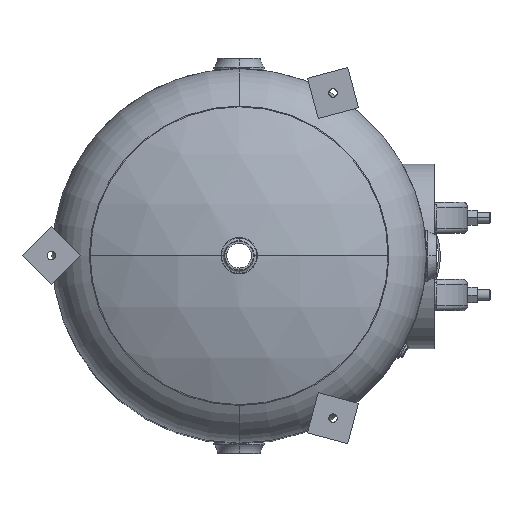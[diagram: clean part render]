
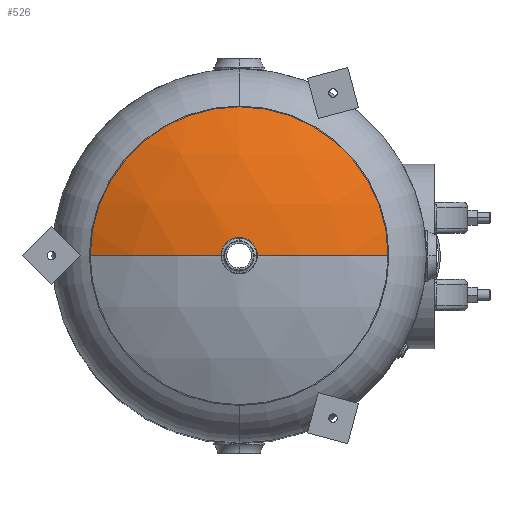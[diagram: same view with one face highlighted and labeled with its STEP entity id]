
A CAD part, top view. The second image highlights one B-rep face of the part: STEP entity #526.
In plain terms, the highlighted spherical face has radius 822.96 mm.
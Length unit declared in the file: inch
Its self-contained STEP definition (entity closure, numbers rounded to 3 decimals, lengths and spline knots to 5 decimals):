
#526 = ADVANCED_FACE ( 'NONE', ( #9014 ), #9015, .T. ) ;
#2671 = AXIS2_PLACEMENT_3D ( 'NONE', #12375, #12376, #12377 ) ;
#2673 = AXIS2_PLACEMENT_3D ( 'NONE', #12372, #12373, #12374 ) ;
#2674 = CIRCLE ( 'NONE', #2671, 14.4 ) ;
#2676 = CIRCLE ( 'NONE', #2673, 1.44 ) ;
#2774 = EDGE_CURVE ( 'NONE', #11803, #11760, #9705, .T. ) ;
#2776 = EDGE_CURVE ( 'NONE', #11847, #11844, #9701, .T. ) ;
#2778 = EDGE_CURVE ( 'NONE', #11871, #11760, #9693, .T. ) ;
#2792 = EDGE_CURVE ( 'NONE', #11871, #11847, #2676, .T. ) ;
#2793 = EDGE_CURVE ( 'NONE', #11844, #11803, #2674, .T. ) ;
#3084 = EDGE_LOOP ( 'NONE', ( #4917, #4918, #4919, #4920, #4921 ) ) ;
#4917 = ORIENTED_EDGE ( 'NONE', *, *, #2776, .F. ) ;
#4918 = ORIENTED_EDGE ( 'NONE', *, *, #2792, .F. ) ;
#4919 = ORIENTED_EDGE ( 'NONE', *, *, #2778, .T. ) ;
#4920 = ORIENTED_EDGE ( 'NONE', *, *, #2774, .F. ) ;
#4921 = ORIENTED_EDGE ( 'NONE', *, *, #2793, .F. ) ;
#6916 = AXIS2_PLACEMENT_3D ( 'NONE', #9013, #9018, #9019 ) ;
#9013 = CARTESIAN_POINT ( 'NONE',  ( 0., 0., 7.6 ) ) ;
#9014 = FACE_OUTER_BOUND ( 'NONE', #3084, .T. ) ;
#9015 = SPHERICAL_SURFACE ( 'NONE', #6916, 32.4 ) ;
#9018 = DIRECTION ( 'NONE',  ( 0., -1., 0. ) ) ;
#9019 = DIRECTION ( 'NONE',  ( 1., 0., 0. ) ) ;
#9690 = AXIS2_PLACEMENT_3D ( 'NONE', #12330, #12331, #12332 ) ;
#9693 = CIRCLE ( 'NONE', #9690, 32.4 ) ;
#9694 = AXIS2_PLACEMENT_3D ( 'NONE', #12324, #12325, #12326 ) ;
#9698 = AXIS2_PLACEMENT_3D ( 'NONE', #12318, #12319, #12320 ) ;
#9701 = CIRCLE ( 'NONE', #9694, 32.4 ) ;
#9705 = CIRCLE ( 'NONE', #9698, 14.4 ) ;
#11760 = VERTEX_POINT ( 'NONE', #13842 ) ;
#11803 = VERTEX_POINT ( 'NONE', #13891 ) ;
#11844 = VERTEX_POINT ( 'NONE', #13932 ) ;
#11847 = VERTEX_POINT ( 'NONE', #13935 ) ;
#11871 = VERTEX_POINT ( 'NONE', #13959 ) ;
#12318 = CARTESIAN_POINT ( 'NONE',  ( 0., 0., 36.62413 ) ) ;
#12319 = DIRECTION ( 'NONE',  ( 0., 0., -1. ) ) ;
#12320 = DIRECTION ( 'NONE',  ( 0., 1., 0. ) ) ;
#12324 = CARTESIAN_POINT ( 'NONE',  ( 0., 0., 7.6 ) ) ;
#12325 = DIRECTION ( 'NONE',  ( 0., -1., 0. ) ) ;
#12326 = DIRECTION ( 'NONE',  ( 1., 0., 0. ) ) ;
#12330 = CARTESIAN_POINT ( 'NONE',  ( 0., 0., 7.6 ) ) ;
#12331 = DIRECTION ( 'NONE',  ( 0., 1., 0. ) ) ;
#12332 = DIRECTION ( 'NONE',  ( 0., 0., 1. ) ) ;
#12372 = CARTESIAN_POINT ( 'NONE',  ( 0., 0., 39.96798 ) ) ;
#12373 = DIRECTION ( 'NONE',  ( 0., 0., 1. ) ) ;
#12374 = DIRECTION ( 'NONE',  ( -1., 0., 0. ) ) ;
#12375 = CARTESIAN_POINT ( 'NONE',  ( 0., 0., 36.62413 ) ) ;
#12376 = DIRECTION ( 'NONE',  ( 0., 0., -1. ) ) ;
#12377 = DIRECTION ( 'NONE',  ( 0., 1., 0. ) ) ;
#13842 = CARTESIAN_POINT ( 'NONE',  ( 14.4, 0., 36.62413 ) ) ;
#13891 = CARTESIAN_POINT ( 'NONE',  ( 0., 14.4, 36.62413 ) ) ;
#13932 = CARTESIAN_POINT ( 'NONE',  ( -14.4, 0., 36.62413 ) ) ;
#13935 = CARTESIAN_POINT ( 'NONE',  ( -1.44, 0., 39.96798 ) ) ;
#13959 = CARTESIAN_POINT ( 'NONE',  ( 1.44, 0., 39.96798 ) ) ;
